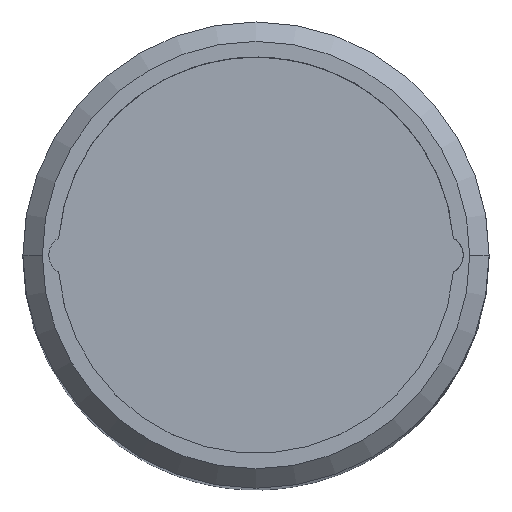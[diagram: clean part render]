
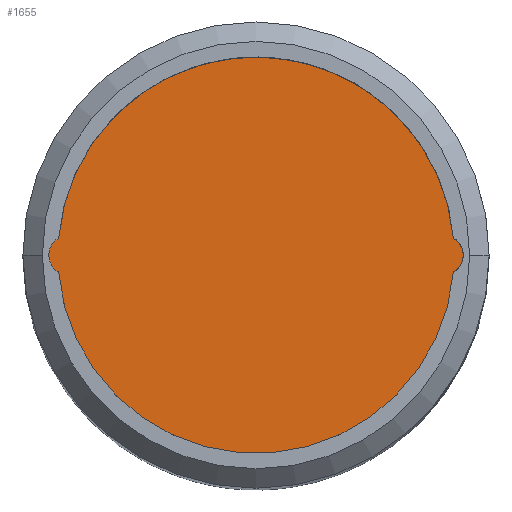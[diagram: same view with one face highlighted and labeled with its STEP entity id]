
A CAD part, top view. The second image highlights one B-rep face of the part: STEP entity #1655.
In plain terms, the highlighted face is planar.
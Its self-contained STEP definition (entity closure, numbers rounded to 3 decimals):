
#1053=CARTESIAN_POINT('',(0.,0.,0.));
#1054=DIRECTION('',(0.,0.,-1.));
#1055=DIRECTION('',(0.012,-1.,0.));
#1056=AXIS2_PLACEMENT_3D('',#1053,#1054,#1055);
#1061=CARTESIAN_POINT('',(0.,0.,0.));
#1062=DIRECTION('',(0.,0.,-1.));
#1063=DIRECTION('',(-0.996,0.085,0.));
#1064=AXIS2_PLACEMENT_3D('',#1061,#1062,#1063);
#1069=CARTESIAN_POINT('',(0.,0.,0.));
#1070=DIRECTION('',(0.,0.,-1.));
#1071=DIRECTION('',(0.996,-0.085,0.));
#1072=AXIS2_PLACEMENT_3D('',#1069,#1070,#1071);
#1254=CARTESIAN_POINT('',(6.579,-3.904,0.));
#1269=CARTESIAN_POINT('',(-7.25,0.,0.));
#1270=DIRECTION('',(0.,0.,1.));
#1271=DIRECTION('',(-0.496,0.868,0.));
#1272=AXIS2_PLACEMENT_3D('',#1269,#1270,#1271);
#1277=CARTESIAN_POINT('',(0.,0.,0.));
#1278=DIRECTION('',(0.,0.,1.));
#1279=DIRECTION('',(0.012,-1.,0.));
#1280=AXIS2_PLACEMENT_3D('',#1277,#1278,#1279);
#1285=CARTESIAN_POINT('',(7.25,0.,0.));
#1286=DIRECTION('',(0.,0.,1.));
#1287=DIRECTION('',(0.496,-0.868,0.));
#1288=AXIS2_PLACEMENT_3D('',#1285,#1286,#1287);
#1361=CARTESIAN_POINT('',(7.622,0.651,0.));
#1362=VERTEX_POINT('',#1361);
#1363=CARTESIAN_POINT('',(7.622,-0.651,0.));
#1364=VERTEX_POINT('',#1363);
#1370=CARTESIAN_POINT('',(-7.622,-0.651,0.));
#1372=VERTEX_POINT('',#1370);
#1374=CARTESIAN_POINT('',(-7.622,0.651,0.));
#1375=VERTEX_POINT('',#1374);
#1389=VERTEX_POINT('',#1254);
#1390=CARTESIAN_POINT('',(0.091,-7.649,0.));
#1391=VERTEX_POINT('',#1390);
#1641=CARTESIAN_POINT('',(0.,0.,0.));
#1642=DIRECTION('',(0.,0.,1.));
#1643=DIRECTION('',(1.,0.,0.));
#1644=AXIS2_PLACEMENT_3D('',#1641,#1642,#1643);
#1645=PLANE('',#1644);
#1646=ORIENTED_EDGE('',*,*,#1466,.F.);
#1648=ORIENTED_EDGE('',*,*,#1647,.T.);
#1649=ORIENTED_EDGE('',*,*,#1458,.F.);
#1650=ORIENTED_EDGE('',*,*,#1635,.T.);
#1651=ORIENTED_EDGE('',*,*,#1471,.F.);
#1652=ORIENTED_EDGE('',*,*,#1425,.T.);
#1653=EDGE_LOOP('',(#1646,#1648,#1649,#1650,#1651,#1652));
#1654=FACE_OUTER_BOUND('',#1653,.F.);
#1655=ADVANCED_FACE('',(#1654),#1645,.F.);
#1057=CIRCLE('',#1056,7.65);
#1065=CIRCLE('',#1064,7.65);
#1073=CIRCLE('',#1072,7.65);
#1273=CIRCLE('',#1272,0.75);
#1281=CIRCLE('',#1280,7.65);
#1289=CIRCLE('',#1288,0.75);
#1425=EDGE_CURVE('',#1364,#1362,#1289,.T.);
#1458=EDGE_CURVE('',#1391,#1372,#1057,.T.);
#1466=EDGE_CURVE('',#1375,#1362,#1065,.T.);
#1471=EDGE_CURVE('',#1364,#1389,#1073,.T.);
#1635=EDGE_CURVE('',#1391,#1389,#1281,.T.);
#1647=EDGE_CURVE('',#1375,#1372,#1273,.T.);
